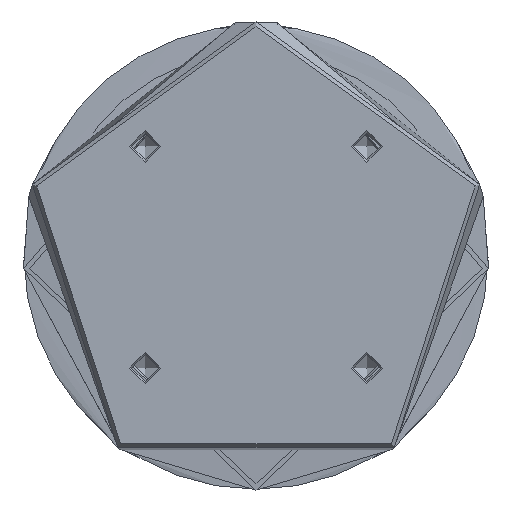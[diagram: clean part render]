
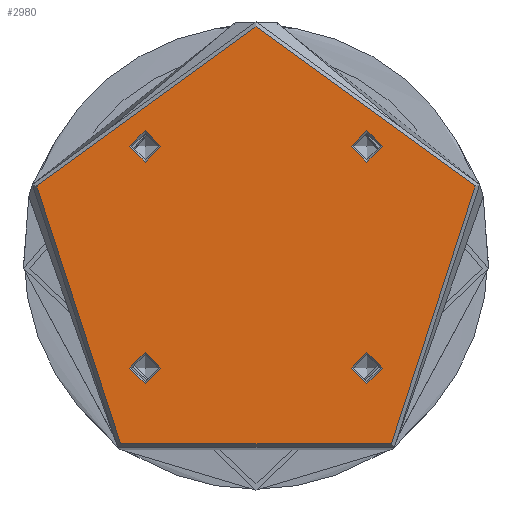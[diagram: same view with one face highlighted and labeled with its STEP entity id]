
A CAD part, front view. The second image highlights one B-rep face of the part: STEP entity #2980.
In plain terms, the highlighted face is planar.
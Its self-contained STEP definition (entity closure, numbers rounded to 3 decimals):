
#76 = EDGE_CURVE ( 'NONE', #4543, #4543, #3747, .T. ) ;
#206 = CARTESIAN_POINT ( 'NONE',  ( 0., 0., 0. ) ) ;
#467 = ORIENTED_EDGE ( 'NONE', *, *, #1870, .F. ) ;
#637 = DIRECTION ( 'NONE',  ( 1., 0., 0. ) ) ;
#711 = FACE_BOUND ( 'NONE', #1989, .T. ) ;
#851 = FACE_BOUND ( 'NONE', #1568, .T. ) ;
#960 = EDGE_LOOP ( 'NONE', ( #467 ) ) ;
#1055 = AXIS2_PLACEMENT_3D ( 'NONE', #206, #3166, #637 ) ;
#1441 = CIRCLE ( 'NONE', #1055, 73.5 ) ;
#1452 = CARTESIAN_POINT ( 'NONE',  ( 0., 0., 0. ) ) ;
#1483 = CARTESIAN_POINT ( 'NONE',  ( -35.355, -35.355, 0. ) ) ;
#1568 = EDGE_LOOP ( 'NONE', ( #4945 ) ) ;
#1624 = CARTESIAN_POINT ( 'NONE',  ( -30.33, -35.355, 0. ) ) ;
#1825 = FACE_BOUND ( 'NONE', #960, .T. ) ;
#1868 = DIRECTION ( 'NONE',  ( 0., 0., -1. ) ) ;
#1870 = EDGE_CURVE ( 'NONE', #4981, #4981, #3501, .T. ) ;
#1879 = DIRECTION ( 'NONE',  ( 0., 0., 1. ) ) ;
#1913 = DIRECTION ( 'NONE',  ( 1., 0., 0. ) ) ;
#1956 = EDGE_LOOP ( 'NONE', ( #3530 ) ) ;
#1975 = CIRCLE ( 'NONE', #4052, 5.025 ) ;
#1989 = EDGE_LOOP ( 'NONE', ( #2152 ) ) ;
#2036 = CARTESIAN_POINT ( 'NONE',  ( 40.38, -35.355, 0. ) ) ;
#2134 = AXIS2_PLACEMENT_3D ( 'NONE', #2391, #5345, #2827 ) ;
#2152 = ORIENTED_EDGE ( 'NONE', *, *, #3677, .F. ) ;
#2268 = CARTESIAN_POINT ( 'NONE',  ( -35.355, 35.355, 0. ) ) ;
#2280 = AXIS2_PLACEMENT_3D ( 'NONE', #4408, #1879, #4809 ) ;
#2391 = CARTESIAN_POINT ( 'NONE',  ( 35.355, -35.355, 0. ) ) ;
#2504 = CARTESIAN_POINT ( 'NONE',  ( 73.5, 0., 0. ) ) ;
#2699 = DIRECTION ( 'NONE',  ( 1., 0., 0. ) ) ;
#2827 = DIRECTION ( 'NONE',  ( 1., 0., 0. ) ) ;
#2980 = ADVANCED_FACE ( 'NONE', ( #711, #1825, #851, #5041, #3936 ), #5219, .F. ) ;
#3166 = DIRECTION ( 'NONE',  ( 0., 0., 1. ) ) ;
#3211 = EDGE_LOOP ( 'NONE', ( #4302 ) ) ;
#3488 = VERTEX_POINT ( 'NONE', #4997 ) ;
#3501 = CIRCLE ( 'NONE', #3723, 5.025 ) ;
#3530 = ORIENTED_EDGE ( 'NONE', *, *, #5335, .F. ) ;
#3677 = EDGE_CURVE ( 'NONE', #3488, #3488, #1975, .T. ) ;
#3685 = CIRCLE ( 'NONE', #2280, 5.025 ) ;
#3723 = AXIS2_PLACEMENT_3D ( 'NONE', #1483, #4436, #1913 ) ;
#3747 = CIRCLE ( 'NONE', #2134, 5.025 ) ;
#3936 = FACE_OUTER_BOUND ( 'NONE', #3211, .T. ) ;
#4052 = AXIS2_PLACEMENT_3D ( 'NONE', #2268, #5220, #2699 ) ;
#4223 = VERTEX_POINT ( 'NONE', #2504 ) ;
#4302 = ORIENTED_EDGE ( 'NONE', *, *, #5338, .T. ) ;
#4408 = CARTESIAN_POINT ( 'NONE',  ( 35.355, 35.355, 0. ) ) ;
#4436 = DIRECTION ( 'NONE',  ( 0., 0., 1. ) ) ;
#4543 = VERTEX_POINT ( 'NONE', #2036 ) ;
#4802 = DIRECTION ( 'NONE',  ( -1., 0., 0. ) ) ;
#4809 = DIRECTION ( 'NONE',  ( 1., 0., 0. ) ) ;
#4945 = ORIENTED_EDGE ( 'NONE', *, *, #76, .F. ) ;
#4981 = VERTEX_POINT ( 'NONE', #1624 ) ;
#4997 = CARTESIAN_POINT ( 'NONE',  ( -30.33, 35.355, 0. ) ) ;
#5019 = CARTESIAN_POINT ( 'NONE',  ( 40.38, 35.355, 0. ) ) ;
#5041 = FACE_BOUND ( 'NONE', #1956, .T. ) ;
#5219 = PLANE ( 'NONE',  #5468 ) ;
#5220 = DIRECTION ( 'NONE',  ( 0., 0., 1. ) ) ;
#5322 = VERTEX_POINT ( 'NONE', #5019 ) ;
#5335 = EDGE_CURVE ( 'NONE', #5322, #5322, #3685, .T. ) ;
#5338 = EDGE_CURVE ( 'NONE', #4223, #4223, #1441, .T. ) ;
#5345 = DIRECTION ( 'NONE',  ( 0., 0., 1. ) ) ;
#5468 = AXIS2_PLACEMENT_3D ( 'NONE', #1452, #1868, #4802 ) ;
